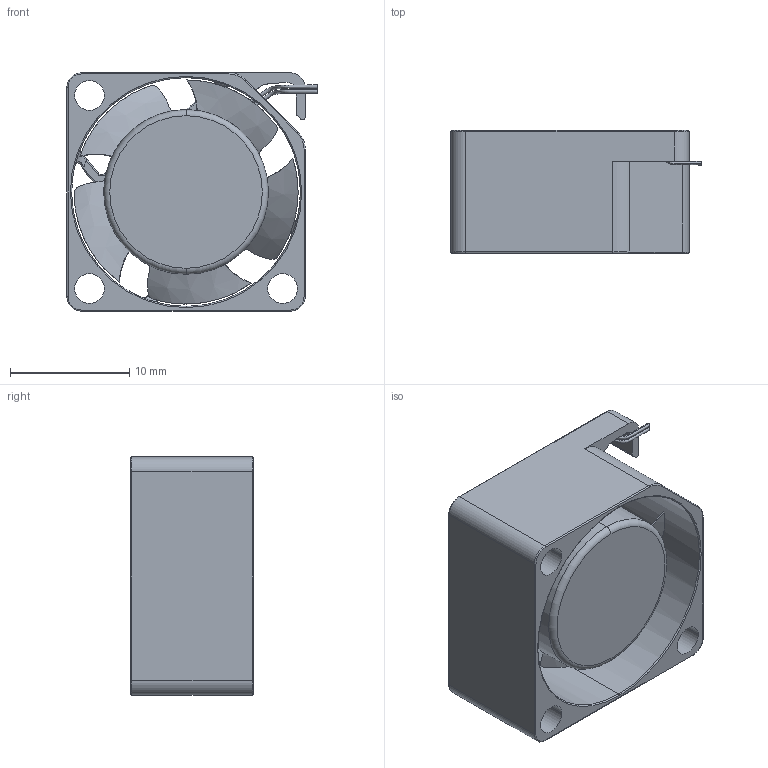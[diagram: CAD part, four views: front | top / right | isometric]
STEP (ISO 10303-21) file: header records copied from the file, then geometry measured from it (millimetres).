
FILE_DESCRIPTION (( 'STEP AP214' ), '1' );
FILE_NAME ('CUI_DEVICES_CFM-2010CF-060-066.step', '2023-08-28T20:00:40', ( '' ), ( '' ), 'SwSTEP 2.0', 'SolidWorks 2023', '' );
FILE_SCHEMA (( 'AUTOMOTIVE_DESIGN' ));
Length unit declared in the file: millimetre
Products named in the file (1): CUI_DEVICES_CFM-2010CF-060-066
Bounding box: 21 x 10.3 x 20 mm (x, y, z)
Volume: 2248.6 mm3; surface area: 3154.3 mm2
Topology: 4 solids, 4 shells, 262 faces, 665 edges, 400 vertices
Faces by surface type: cylinder 94, torus 70, bspline 55, plane 37, sphere 6
Entity records: 14046 total; most frequent: CARTESIAN_POINT 7938, ORIENTED_EDGE 1312, DIRECTION 1249, EDGE_CURVE 656, AXIS2_PLACEMENT_3D 538, VERTEX_POINT 400, CIRCLE 330, EDGE_LOOP 282
